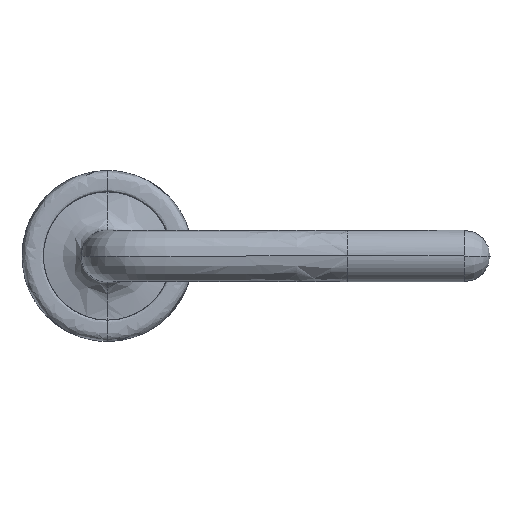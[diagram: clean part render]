
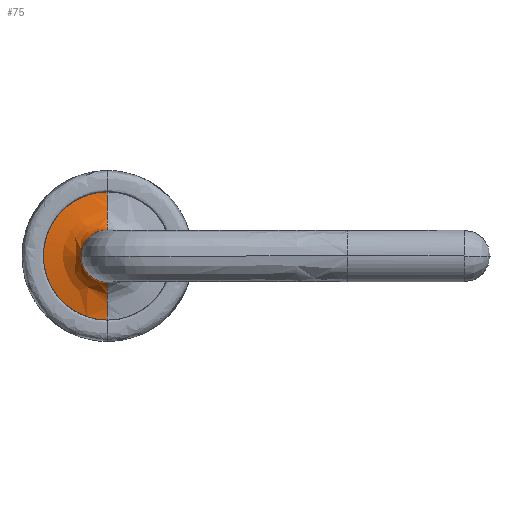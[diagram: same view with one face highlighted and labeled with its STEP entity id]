
A CAD part, left-side view. The second image highlights one B-rep face of the part: STEP entity #75.
In plain terms, the highlighted free-form (B-spline) face has degree [2, 3] with [9, 4] control points.
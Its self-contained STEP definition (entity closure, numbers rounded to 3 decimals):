
#75=ADVANCED_FACE('',(#97),#375,.T.);
#97=FACE_OUTER_BOUND('',#119,.T.);
#119=EDGE_LOOP('',(#163,#164,#165,#166,#167));
#163=ORIENTED_EDGE('',*,*,#243,.T.);
#164=ORIENTED_EDGE('',*,*,#238,.T.);
#165=ORIENTED_EDGE('',*,*,#233,.T.);
#166=ORIENTED_EDGE('',*,*,#234,.T.);
#167=ORIENTED_EDGE('',*,*,#241,.F.);
#233=EDGE_CURVE('',#339,#340,#281,.T.);
#234=EDGE_CURVE('',#340,#344,#296,.T.);
#238=EDGE_CURVE('',#341,#339,#299,.T.);
#241=EDGE_CURVE('',#343,#344,#283,.T.);
#243=EDGE_CURVE('',#343,#341,#303,.T.);
#281=B_SPLINE_CURVE_WITH_KNOTS('',3,(#1245,#1246,#1247,#1248),
 .UNSPECIFIED.,.F.,.F.,(4,4),(0.,4.359),.UNSPECIFIED.);
#283=B_SPLINE_CURVE_WITH_KNOTS('',3,(#1291,#1292,#1293,#1294),
 .UNSPECIFIED.,.F.,.F.,(4,4),(0.,4.359),.UNSPECIFIED.);
#296=(
BOUNDED_CURVE()
B_SPLINE_CURVE(2,(#1249,#1250,#1251,#1252,#1253),.UNSPECIFIED.,.F.,.F.)
B_SPLINE_CURVE_WITH_KNOTS((3,2,3),(-0.526,-0.395,
-0.263),.UNSPECIFIED.)
CURVE()
GEOMETRIC_REPRESENTATION_ITEM()
RATIONAL_B_SPLINE_CURVE((1.,0.707,1.,0.707,1.))
REPRESENTATION_ITEM('')
);
#299=(
BOUNDED_CURVE()
B_SPLINE_CURVE(2,(#1279,#1280,#1281),.UNSPECIFIED.,.F.,.F.)
B_SPLINE_CURVE_WITH_KNOTS((3,3),(0.395,0.526),
 .UNSPECIFIED.)
CURVE()
GEOMETRIC_REPRESENTATION_ITEM()
RATIONAL_B_SPLINE_CURVE((1.,0.707,1.))
REPRESENTATION_ITEM('')
);
#303=(
BOUNDED_CURVE()
B_SPLINE_CURVE(2,(#1300,#1301,#1302),.UNSPECIFIED.,.F.,.F.)
B_SPLINE_CURVE_WITH_KNOTS((3,3),(0.263,0.395),
 .UNSPECIFIED.)
CURVE()
GEOMETRIC_REPRESENTATION_ITEM()
RATIONAL_B_SPLINE_CURVE((1.,0.707,1.))
REPRESENTATION_ITEM('')
);
#339=VERTEX_POINT('',#1195);
#340=VERTEX_POINT('',#1196);
#341=VERTEX_POINT('',#1197);
#343=VERTEX_POINT('',#1199);
#344=VERTEX_POINT('',#1200);
#375=(
BOUNDED_SURFACE()
B_SPLINE_SURFACE(2,3,((#1154,#1155,#1156,#1157),(#1158,#1159,#1160,#1161),
(#1162,#1163,#1164,#1165),(#1166,#1167,#1168,#1169),(#1170,#1171,#1172,#1173),
(#1174,#1175,#1176,#1177),(#1178,#1179,#1180,#1181),(#1182,#1183,#1184,#1185),
(#1186,#1187,#1188,#1189)),.UNSPECIFIED.,.T.,.F.,.F.)
B_SPLINE_SURFACE_WITH_KNOTS((3,2,2,2,3),(4,4),(0.,0.132,0.263,
0.395,0.526),(0.,4.359),.UNSPECIFIED.)
GEOMETRIC_REPRESENTATION_ITEM()
RATIONAL_B_SPLINE_SURFACE(((1.,1.,1.,1.),(0.707,0.707,
0.707,0.707),(1.,1.,1.,1.),(0.707,0.707,
0.707,0.707),(1.,1.,1.,1.),(0.707,0.707,
0.707,0.707),(1.,1.,1.,1.),(0.707,0.707,
0.707,0.707),(1.,1.,1.,1.)))
REPRESENTATION_ITEM('')
SURFACE()
);
#1154=CARTESIAN_POINT('',(-2.125,1.1,0.28));
#1155=CARTESIAN_POINT('',(-2.,1.1,0.28));
#1156=CARTESIAN_POINT('',(-1.875,1.1,0.463));
#1157=CARTESIAN_POINT('',(-1.875,1.1,0.694));
#1158=CARTESIAN_POINT('',(-2.125,0.82,0.28));
#1159=CARTESIAN_POINT('',(-2.,0.82,0.28));
#1160=CARTESIAN_POINT('',(-1.875,0.638,0.463));
#1161=CARTESIAN_POINT('',(-1.875,0.406,0.694));
#1162=CARTESIAN_POINT('',(-2.125,0.82,0.));
#1163=CARTESIAN_POINT('',(-2.,0.82,0.));
#1164=CARTESIAN_POINT('',(-1.875,0.638,0.));
#1165=CARTESIAN_POINT('',(-1.875,0.406,0.));
#1166=CARTESIAN_POINT('',(-2.125,0.82,-0.28));
#1167=CARTESIAN_POINT('',(-2.,0.82,-0.28));
#1168=CARTESIAN_POINT('',(-1.875,0.638,-0.463));
#1169=CARTESIAN_POINT('',(-1.875,0.406,-0.694));
#1170=CARTESIAN_POINT('',(-2.125,1.1,-0.28));
#1171=CARTESIAN_POINT('',(-2.,1.1,-0.28));
#1172=CARTESIAN_POINT('',(-1.875,1.1,-0.463));
#1173=CARTESIAN_POINT('',(-1.875,1.1,-0.694));
#1174=CARTESIAN_POINT('',(-2.125,1.38,-0.28));
#1175=CARTESIAN_POINT('',(-2.,1.38,-0.28));
#1176=CARTESIAN_POINT('',(-1.875,1.563,-0.463));
#1177=CARTESIAN_POINT('',(-1.875,1.794,-0.694));
#1178=CARTESIAN_POINT('',(-2.125,1.38,0.));
#1179=CARTESIAN_POINT('',(-2.,1.38,0.));
#1180=CARTESIAN_POINT('',(-1.875,1.563,0.));
#1181=CARTESIAN_POINT('',(-1.875,1.794,0.));
#1182=CARTESIAN_POINT('',(-2.125,1.38,0.28));
#1183=CARTESIAN_POINT('',(-2.,1.38,0.28));
#1184=CARTESIAN_POINT('',(-1.875,1.563,0.463));
#1185=CARTESIAN_POINT('',(-1.875,1.794,0.694));
#1186=CARTESIAN_POINT('',(-2.125,1.1,0.28));
#1187=CARTESIAN_POINT('',(-2.,1.1,0.28));
#1188=CARTESIAN_POINT('',(-1.875,1.1,0.463));
#1189=CARTESIAN_POINT('',(-1.875,1.1,0.694));
#1195=CARTESIAN_POINT('',(-2.125,1.1,0.28));
#1196=CARTESIAN_POINT('',(-1.875,1.1,0.694));
#1197=CARTESIAN_POINT('',(-2.125,1.38,0.));
#1199=CARTESIAN_POINT('',(-2.125,1.1,-0.28));
#1200=CARTESIAN_POINT('',(-1.875,1.1,-0.694));
#1245=CARTESIAN_POINT('',(-2.125,1.1,0.28));
#1246=CARTESIAN_POINT('',(-2.,1.1,0.28));
#1247=CARTESIAN_POINT('',(-1.875,1.1,0.463));
#1248=CARTESIAN_POINT('',(-1.875,1.1,0.694));
#1249=CARTESIAN_POINT('',(-1.875,1.1,0.694));
#1250=CARTESIAN_POINT('',(-1.875,1.794,0.694));
#1251=CARTESIAN_POINT('',(-1.875,1.794,0.));
#1252=CARTESIAN_POINT('',(-1.875,1.794,-0.694));
#1253=CARTESIAN_POINT('',(-1.875,1.1,-0.694));
#1279=CARTESIAN_POINT('',(-2.125,1.38,0.));
#1280=CARTESIAN_POINT('',(-2.125,1.38,0.28));
#1281=CARTESIAN_POINT('',(-2.125,1.1,0.28));
#1291=CARTESIAN_POINT('',(-2.125,1.1,-0.28));
#1292=CARTESIAN_POINT('',(-2.,1.1,-0.28));
#1293=CARTESIAN_POINT('',(-1.875,1.1,-0.463));
#1294=CARTESIAN_POINT('',(-1.875,1.1,-0.694));
#1300=CARTESIAN_POINT('',(-2.125,1.1,-0.28));
#1301=CARTESIAN_POINT('',(-2.125,1.38,-0.28));
#1302=CARTESIAN_POINT('',(-2.125,1.38,0.));
